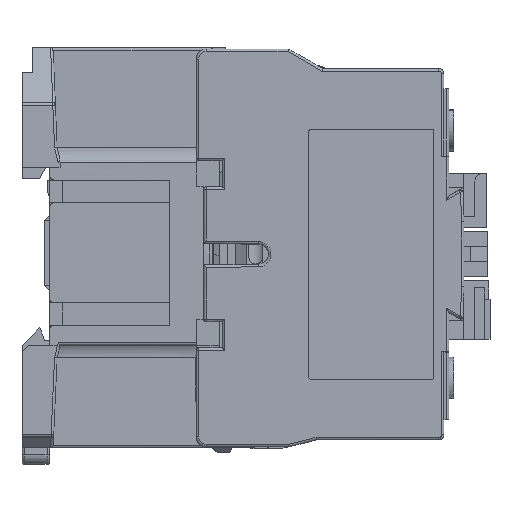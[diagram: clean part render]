
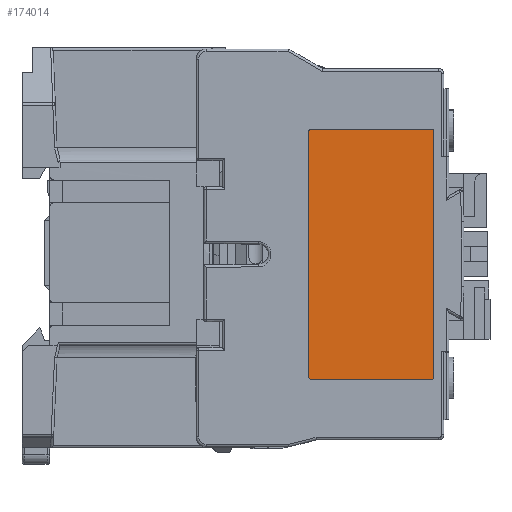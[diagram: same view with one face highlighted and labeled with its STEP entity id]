
A CAD part, left-side view. The second image highlights one B-rep face of the part: STEP entity #174014.
In plain terms, the highlighted planar face has unit normal (-1, 0, 0).
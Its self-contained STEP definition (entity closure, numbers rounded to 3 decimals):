
#54897=CARTESIAN_POINT('',(-28.3,-75.5,-25.8));
#54898=DIRECTION('',(-1.,0.,0.));
#54899=DIRECTION('',(0.,0.,-1.));
#54900=AXIS2_PLACEMENT_3D('',#54897,#54898,#54899);
#54902=DIRECTION('',(0.,-1.,0.));
#54903=VECTOR('',#54902,24.);
#54904=CARTESIAN_POINT('',(-28.3,-51.5,-26.3));
#54905=LINE('',#54904,#54903);
#54906=CARTESIAN_POINT('',(-28.3,-51.5,-25.8));
#54907=DIRECTION('',(-1.,0.,0.));
#54908=DIRECTION('',(0.,1.,0.));
#54909=AXIS2_PLACEMENT_3D('',#54906,#54907,#54908);
#54911=DIRECTION('',(0.,0.,-1.));
#54912=VECTOR('',#54911,49.);
#54913=CARTESIAN_POINT('',(-28.3,-51.,23.2));
#54914=LINE('',#54913,#54912);
#54915=CARTESIAN_POINT('',(-28.3,-51.5,23.2));
#54916=DIRECTION('',(-1.,0.,0.));
#54917=DIRECTION('',(0.,0.,1.));
#54918=AXIS2_PLACEMENT_3D('',#54915,#54916,#54917);
#54920=DIRECTION('',(0.,1.,0.));
#54921=VECTOR('',#54920,24.);
#54922=CARTESIAN_POINT('',(-28.3,-75.5,23.7));
#54923=LINE('',#54922,#54921);
#54924=CARTESIAN_POINT('',(-28.3,-75.5,23.2));
#54925=DIRECTION('',(-1.,0.,0.));
#54926=DIRECTION('',(0.,-1.,0.));
#54927=AXIS2_PLACEMENT_3D('',#54924,#54925,#54926);
#54929=DIRECTION('',(0.,0.,1.));
#54930=VECTOR('',#54929,49.);
#54931=CARTESIAN_POINT('',(-28.3,-76.,-25.8));
#54932=LINE('',#54931,#54930);
#72293=CARTESIAN_POINT('',(-28.3,-75.5,-26.3));
#72294=CARTESIAN_POINT('',(-28.3,-76.,-25.8));
#72295=VERTEX_POINT('',#72293);
#72296=VERTEX_POINT('',#72294);
#72297=CARTESIAN_POINT('',(-28.3,-76.,23.2));
#72298=VERTEX_POINT('',#72297);
#72299=CARTESIAN_POINT('',(-28.3,-75.5,23.7));
#72300=VERTEX_POINT('',#72299);
#72301=CARTESIAN_POINT('',(-28.3,-51.5,23.7));
#72302=VERTEX_POINT('',#72301);
#72303=CARTESIAN_POINT('',(-28.3,-51.,23.2));
#72304=VERTEX_POINT('',#72303);
#72305=CARTESIAN_POINT('',(-28.3,-51.,-25.8));
#72306=VERTEX_POINT('',#72305);
#72307=CARTESIAN_POINT('',(-28.3,-51.5,-26.3));
#72308=VERTEX_POINT('',#72307);
#173999=CARTESIAN_POINT('',(-28.3,-63.5,-1.3));
#174000=DIRECTION('',(-1.,0.,0.));
#174001=DIRECTION('',(0.,1.,0.));
#174002=AXIS2_PLACEMENT_3D('',#173999,#174000,#174001);
#174003=PLANE('',#174002);
#174004=ORIENTED_EDGE('',*,*,#173895,.F.);
#174005=ORIENTED_EDGE('',*,*,#173910,.F.);
#174006=ORIENTED_EDGE('',*,*,#173924,.F.);
#174007=ORIENTED_EDGE('',*,*,#173938,.F.);
#174008=ORIENTED_EDGE('',*,*,#173952,.F.);
#174009=ORIENTED_EDGE('',*,*,#173966,.F.);
#174010=ORIENTED_EDGE('',*,*,#173980,.F.);
#174011=ORIENTED_EDGE('',*,*,#173993,.F.);
#174012=EDGE_LOOP('',(#174004,#174005,#174006,#174007,#174008,#174009,#174010,
#174011));
#174013=FACE_OUTER_BOUND('',#174012,.F.);
#174014=ADVANCED_FACE('',(#174013),#174003,.T.);
#54901=CIRCLE('',#54900,0.5);
#54910=CIRCLE('',#54909,0.5);
#54919=CIRCLE('',#54918,0.5);
#54928=CIRCLE('',#54927,0.5);
#173895=EDGE_CURVE('',#72295,#72296,#54901,.T.);
#173910=EDGE_CURVE('',#72308,#72295,#54905,.T.);
#173924=EDGE_CURVE('',#72306,#72308,#54910,.T.);
#173938=EDGE_CURVE('',#72304,#72306,#54914,.T.);
#173952=EDGE_CURVE('',#72302,#72304,#54919,.T.);
#173966=EDGE_CURVE('',#72300,#72302,#54923,.T.);
#173980=EDGE_CURVE('',#72298,#72300,#54928,.T.);
#173993=EDGE_CURVE('',#72296,#72298,#54932,.T.);
